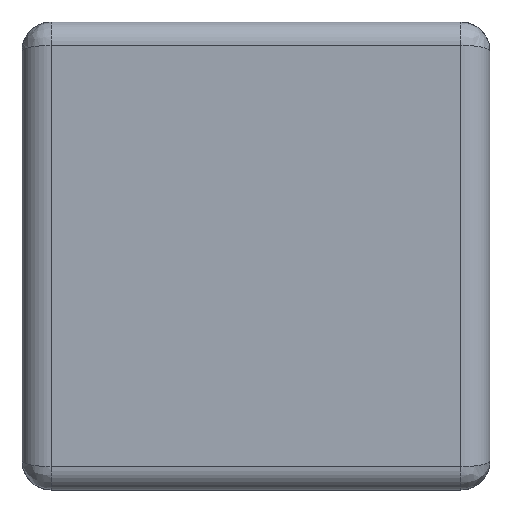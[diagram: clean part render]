
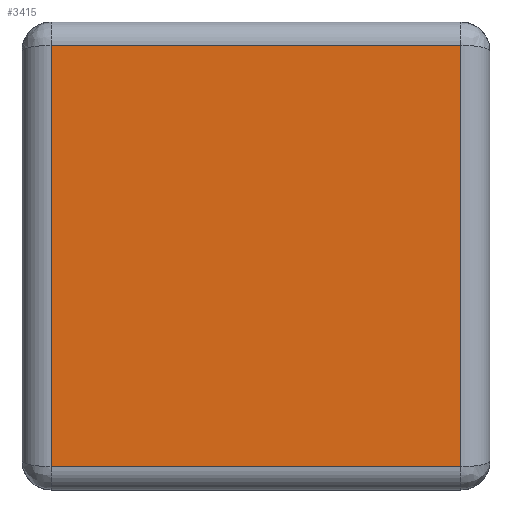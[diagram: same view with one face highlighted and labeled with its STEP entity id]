
A CAD part, left-side view. The second image highlights one B-rep face of the part: STEP entity #3415.
In plain terms, the highlighted planar face has unit normal (-1, 0, 0).
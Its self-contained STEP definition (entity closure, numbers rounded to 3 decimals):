
#34 = ORIENTED_EDGE ( 'NONE', *, *, #784, .T. ) ;
#75 = CARTESIAN_POINT ( 'NONE',  ( -0.8, 0.82, 0.36 ) ) ;
#386 = AXIS2_PLACEMENT_3D ( 'NONE', #75, #809, #588 ) ;
#413 = CARTESIAN_POINT ( 'NONE',  ( -0.8, 0.77, -0.36 ) ) ;
#582 = CARTESIAN_POINT ( 'NONE',  ( -0.8, 0.07, -0.36 ) ) ;
#588 = DIRECTION ( 'NONE',  ( 0., 0., -1. ) ) ;
#612 = EDGE_CURVE ( 'NONE', #1677, #870, #989, .T. ) ;
#686 = EDGE_CURVE ( 'NONE', #2070, #1086, #1856, .T. ) ;
#706 = CARTESIAN_POINT ( 'NONE',  ( -0.8, 0.07, 0.36 ) ) ;
#784 = EDGE_CURVE ( 'NONE', #2070, #1677, #2199, .T. ) ;
#809 = DIRECTION ( 'NONE',  ( 1., 0., 0. ) ) ;
#835 = DIRECTION ( 'NONE',  ( 0., 0., -1. ) ) ;
#870 = VERTEX_POINT ( 'NONE', #582 ) ;
#989 = LINE ( 'NONE', #3173, #2541 ) ;
#1086 = VERTEX_POINT ( 'NONE', #1504 ) ;
#1142 = FACE_OUTER_BOUND ( 'NONE', #2093, .T. ) ;
#1258 = LINE ( 'NONE', #706, #1631 ) ;
#1403 = VECTOR ( 'NONE', #835, 1000. ) ;
#1504 = CARTESIAN_POINT ( 'NONE',  ( -0.8, 0.07, 0.36 ) ) ;
#1591 = CARTESIAN_POINT ( 'NONE',  ( -0.8, 0.82, 0.36 ) ) ;
#1631 = VECTOR ( 'NONE', #3404, 1000. ) ;
#1677 = VERTEX_POINT ( 'NONE', #413 ) ;
#1685 = ORIENTED_EDGE ( 'NONE', *, *, #612, .T. ) ;
#1806 = DIRECTION ( 'NONE',  ( 0., -1., 0. ) ) ;
#1856 = LINE ( 'NONE', #1591, #2353 ) ;
#1912 = EDGE_CURVE ( 'NONE', #870, #1086, #1258, .T. ) ;
#2070 = VERTEX_POINT ( 'NONE', #2635 ) ;
#2093 = EDGE_LOOP ( 'NONE', ( #1685, #2189, #2231, #34 ) ) ;
#2189 = ORIENTED_EDGE ( 'NONE', *, *, #1912, .T. ) ;
#2199 = LINE ( 'NONE', #3284, #1403 ) ;
#2231 = ORIENTED_EDGE ( 'NONE', *, *, #686, .F. ) ;
#2353 = VECTOR ( 'NONE', #3470, 1000. ) ;
#2541 = VECTOR ( 'NONE', #1806, 1000. ) ;
#2635 = CARTESIAN_POINT ( 'NONE',  ( -0.8, 0.77, 0.36 ) ) ;
#3173 = CARTESIAN_POINT ( 'NONE',  ( -0.8, 0.82, -0.36 ) ) ;
#3251 = PLANE ( 'NONE',  #386 ) ;
#3284 = CARTESIAN_POINT ( 'NONE',  ( -0.8, 0.77, -0.36 ) ) ;
#3404 = DIRECTION ( 'NONE',  ( 0., 0., 1. ) ) ;
#3415 = ADVANCED_FACE ( 'NONE', ( #1142 ), #3251, .F. ) ;
#3470 = DIRECTION ( 'NONE',  ( 0., -1., 0. ) ) ;
